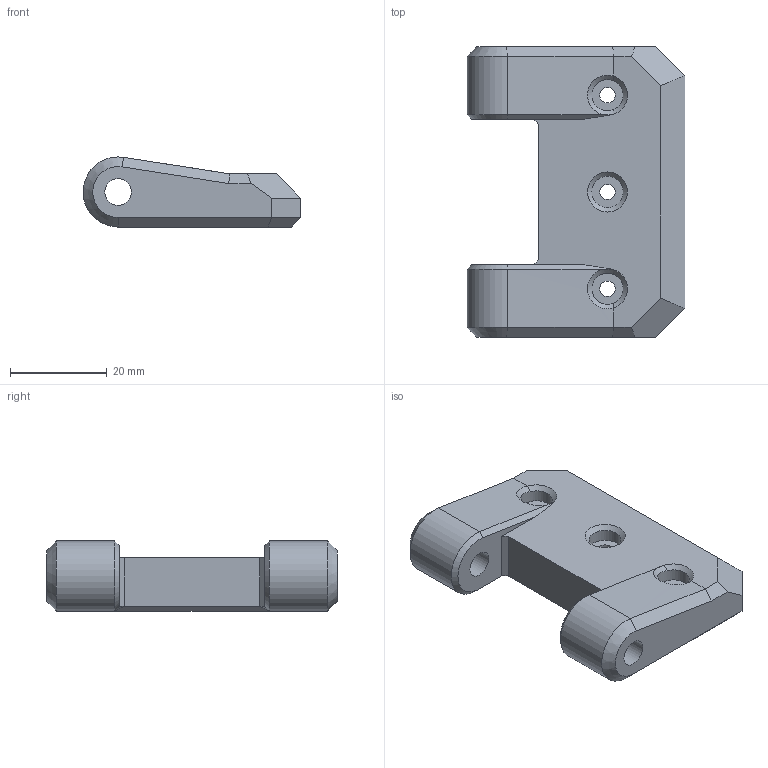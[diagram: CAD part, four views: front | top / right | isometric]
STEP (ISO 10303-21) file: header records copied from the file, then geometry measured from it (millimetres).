
FILE_DESCRIPTION(/* description */ (''),/* implementation_level */ '2;1');
FILE_NAME(/* name */ 'door_hinge_door.step',/* time_stamp */ '2022-06-24T11:47:57+01:00',/* author */ (''),/* organization */ (''),/* preprocessor_version */ 'ST-DEVELOPER v19',/* originating_system */ 'Autodesk Translation Framework v11.7.0.108',/* authorisation */ '');
FILE_SCHEMA (('AUTOMOTIVE_DESIGN { 1 0 10303 214 3 1 1 }'));
Length unit declared in the file: millimetre
Products named in the file (1): door_hinge_door
Bounding box: 45 x 60 x 14.5 mm (x, y, z)
Volume: 23165.1 mm3; surface area: 7312.5 mm2
Topology: 1 solids, 1 shells, 57 faces, 144 edges, 90 vertices
Faces by surface type: plane 38, cylinder 10, cone 7, bspline 2
Full cylindrical faces by diameter (mm): 3.2 x3, 5.5 x2, 6.5 x3
Entity records: 1989 total; most frequent: CARTESIAN_POINT 577, ORIENTED_EDGE 288, DIRECTION 270, EDGE_CURVE 144, LINE 94, VECTOR 94, VERTEX_POINT 90, AXIS2_PLACEMENT_3D 88
